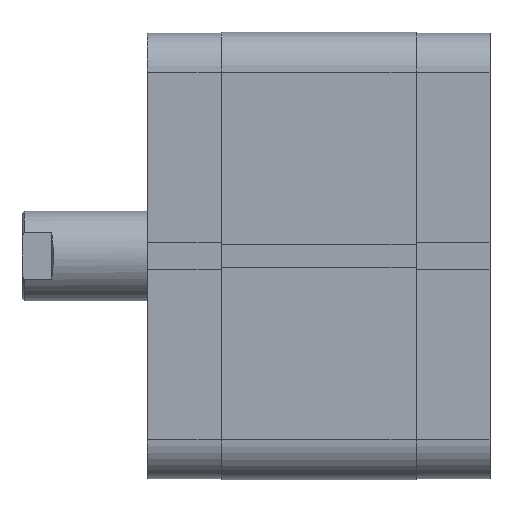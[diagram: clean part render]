
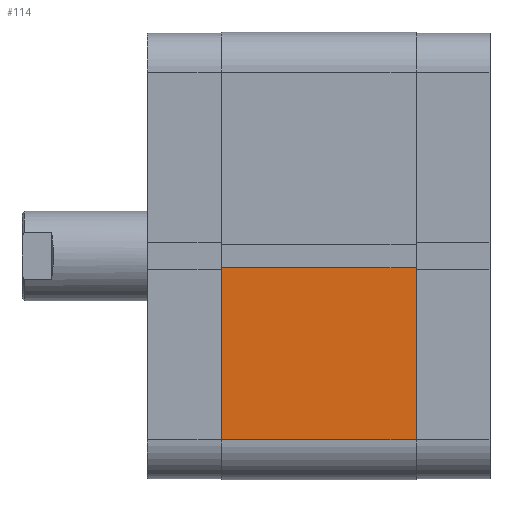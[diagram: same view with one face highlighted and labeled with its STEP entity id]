
A CAD part, front view. The second image highlights one B-rep face of the part: STEP entity #114.
In plain terms, the highlighted face is planar.
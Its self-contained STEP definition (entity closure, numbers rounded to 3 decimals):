
#114 = ADVANCED_FACE ( 'NONE', ( #491 ), #2426, .F. ) ;
#491 = FACE_OUTER_BOUND ( 'NONE', #1975, .T. ) ;
#909 = ORIENTED_EDGE ( 'NONE', *, *, #5947, .T. ) ;
#910 = ORIENTED_EDGE ( 'NONE', *, *, #5871, .F. ) ;
#911 = ORIENTED_EDGE ( 'NONE', *, *, #5948, .F. ) ;
#912 = ORIENTED_EDGE ( 'NONE', *, *, #5918, .T. ) ;
#1975 = EDGE_LOOP ( 'NONE', ( #912, #911, #910, #909 ) ) ;
#2425 = CARTESIAN_POINT ( 'NONE',  ( 50., -2.6, 43.5 ) ) ;
#2426 = PLANE ( 'NONE',  #6097 ) ;
#2428 = DIRECTION ( 'NONE',  ( -1., 0., 0. ) ) ;
#2429 = DIRECTION ( 'NONE',  ( 0., -1., 0. ) ) ;
#4007 = LINE ( 'NONE', #4799, #4014 ) ;
#4014 = VECTOR ( 'NONE', #4800, 1000. ) ;
#4108 = LINE ( 'NONE', #4902, #4112 ) ;
#4112 = VECTOR ( 'NONE', #4905, 1000. ) ;
#4166 = LINE ( 'NONE', #4968, #4167 ) ;
#4167 = VECTOR ( 'NONE', #4969, 1000. ) ;
#4168 = LINE ( 'NONE', #4970, #4169 ) ;
#4169 = VECTOR ( 'NONE', #4971, 1000. ) ;
#4799 = CARTESIAN_POINT ( 'NONE',  ( 50., -2.6, 43.5 ) ) ;
#4800 = DIRECTION ( 'NONE',  ( 0., 1., 0. ) ) ;
#4902 = CARTESIAN_POINT ( 'NONE',  ( 50., -2.6, 0. ) ) ;
#4905 = DIRECTION ( 'NONE',  ( 0., 1., 0. ) ) ;
#4968 = CARTESIAN_POINT ( 'NONE',  ( 50., -41., 43.5 ) ) ;
#4969 = DIRECTION ( 'NONE',  ( 0., 0., -1. ) ) ;
#4970 = CARTESIAN_POINT ( 'NONE',  ( 50., -2.6, 43.5 ) ) ;
#4971 = DIRECTION ( 'NONE',  ( 0., 0., -1. ) ) ;
#5289 = CARTESIAN_POINT ( 'NONE',  ( 50., -41., 43.5 ) ) ;
#5292 = CARTESIAN_POINT ( 'NONE',  ( 50., -2.6, 43.5 ) ) ;
#5304 = CARTESIAN_POINT ( 'NONE',  ( 50., -41., 0. ) ) ;
#5319 = CARTESIAN_POINT ( 'NONE',  ( 50., -2.6, 0. ) ) ;
#5871 = EDGE_CURVE ( 'NONE', #6639, #6642, #4007, .T. ) ;
#5918 = EDGE_CURVE ( 'NONE', #6654, #6669, #4108, .T. ) ;
#5947 = EDGE_CURVE ( 'NONE', #6639, #6654, #4166, .T. ) ;
#5948 = EDGE_CURVE ( 'NONE', #6642, #6669, #4168, .T. ) ;
#6097 = AXIS2_PLACEMENT_3D ( 'NONE', #2425, #2428, #2429 ) ;
#6639 = VERTEX_POINT ( 'NONE', #5289 ) ;
#6642 = VERTEX_POINT ( 'NONE', #5292 ) ;
#6654 = VERTEX_POINT ( 'NONE', #5304 ) ;
#6669 = VERTEX_POINT ( 'NONE', #5319 ) ;
